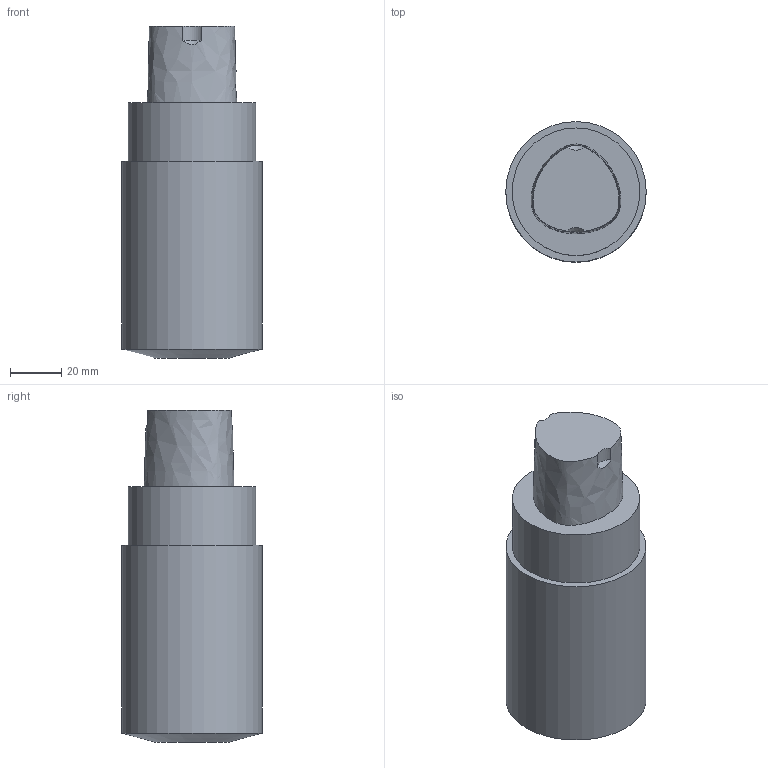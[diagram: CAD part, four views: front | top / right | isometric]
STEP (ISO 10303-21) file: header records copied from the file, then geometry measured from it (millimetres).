
FILE_DESCRIPTION((''),'1');
FILE_NAME('C5-BSL25-100.stp','2022-10-11T05:40:26',(''),(''),'Spatial Interop R21 SP3','Kubotek KeyCreator 2011 V10.0.2 (22737)',' ');
FILE_SCHEMA(('automotive_design'));
Length unit declared in the file: millimetre
Products named in the file (1): 240[2]
Bounding box: 55 x 55 x 130 mm (x, y, z)
Volume: 252098 mm3; surface area: 24304 mm2
Topology: 1 solids, 1 shells, 12 faces, 23 edges, 15 vertices
Faces by surface type: cylinder 4, plane 4, cone 3, bspline 1
Full cylindrical faces by diameter (mm): 49.98 x1, 55 x1
Entity records: 1668 total; most frequent: CARTESIAN_POINT 1176, PRESENTATION_STYLE_ASSIGNMENT 46, COLOUR_RGB 46, DIRECTION 42, ORIENTED_EDGE 40, STYLED_ITEM 33, CURVE_STYLE 33, DRAUGHTING_PRE_DEFINED_CURVE_FONT 33
